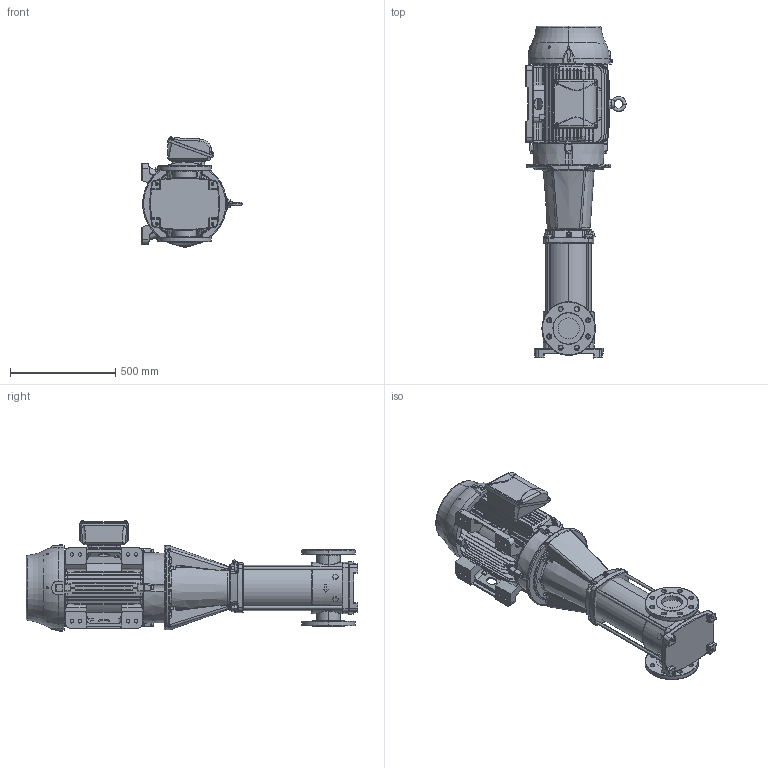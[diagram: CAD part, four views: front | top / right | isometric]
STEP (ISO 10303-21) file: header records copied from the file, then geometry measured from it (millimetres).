
FILE_DESCRIPTION (( 'STEP AP203' ), '1' );
FILE_NAME ('3303141 - MVI-320-4_1-50 HP-326TSC-304-E-230_460~3.step', '2022-03-30T20:09:27', ( '' ), ( '' ), 'SwSTEP 2.0', 'SolidWorks 2021', '' );
FILE_SCHEMA (( 'CONFIG_CONTROL_DESIGN' ));
Length unit declared in the file: inch
Products named in the file (5): 2704073 - NEMA V2 50HP 324_6TSC 230_460~3 TEFC; TEFC MOTOR_2704073 - NEMA V2 50HP 324_6TSC 230_460~3 TEFC; 3303141 - MVI-320-4_1-50 HP-326TSC-304-E-230_460~3; MVI PEO - [304-EPDM]_3304141 - MVI-320-4_1-50 HP-326TSC-304-E-S; SBI(N)64-4-1
Assembly tree (4 placements, depth 3):
  3303141 - MVI-320-4_1-50 HP-326TSC-304-E-230_460~3
    MVI PEO - [304-EPDM]_3304141 - MVI-320-4_1-50 HP-326TSC-304-E-S
      SBI(N)64-4-1
    TEFC MOTOR_2704073 - NEMA V2 50HP 324_6TSC 230_460~3 TEFC
      2704073 - NEMA V2 50HP 324_6TSC 230_460~3 TEFC
Bounding box: 476.19 x 1578.41 x 525.98 mm (x, y, z)
Volume: 115689754.8 mm3; surface area: 4030654.2 mm2
Topology: 8 solids, 21 shells, 3043 faces, 8242 edges, 5319 vertices
Faces by surface type: cylinder 1016, plane 960, bspline 739, cone 234, torus 92, sphere 2
Entity records: 145303 total; most frequent: CARTESIAN_POINT 75865, ORIENTED_EDGE 16378, DIRECTION 11897, EDGE_CURVE 8189, VERTEX_POINT 5318, AXIS2_PLACEMENT_3D 4649, EDGE_LOOP 3261, ADVANCED_FACE 3043
